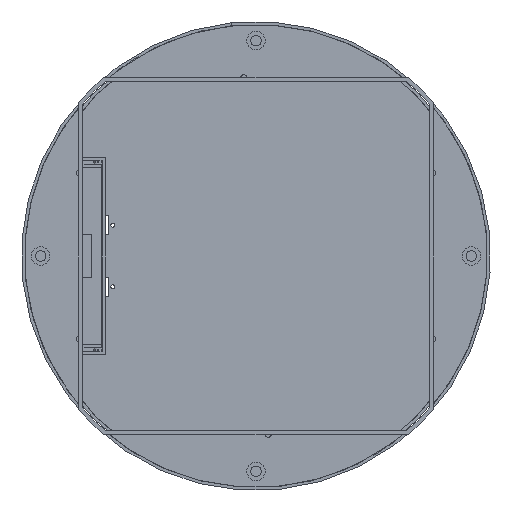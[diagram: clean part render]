
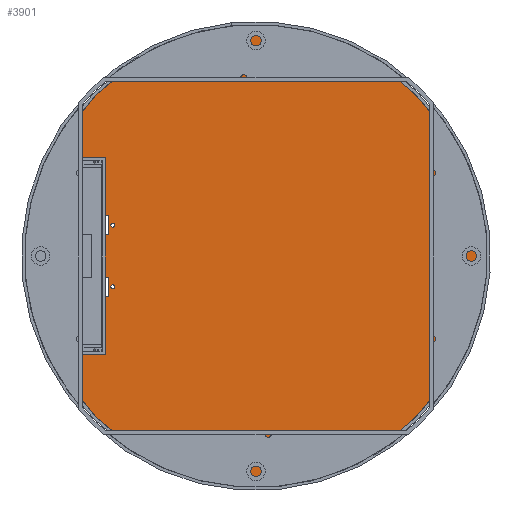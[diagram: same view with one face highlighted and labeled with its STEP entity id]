
A CAD part, front view. The second image highlights one B-rep face of the part: STEP entity #3901.
In plain terms, the highlighted face is planar.
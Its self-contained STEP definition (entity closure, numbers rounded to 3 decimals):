
#3298=CARTESIAN_POINT('',(0.,2.,0.));
#3299=DIRECTION('',(0.,-1.,0.));
#3300=DIRECTION('',(0.,0.,-1.));
#3301=AXIS2_PLACEMENT_3D('',#3298,#3299,#3300);
#3313=CARTESIAN_POINT('',(0.,2.,0.));
#3314=DIRECTION('',(0.,-1.,0.));
#3315=DIRECTION('',(0.894,0.,0.449));
#3316=AXIS2_PLACEMENT_3D('',#3313,#3314,#3315);
#3366=DIRECTION('',(-1.,0.,0.));
#3367=VECTOR('',#3366,33.);
#3368=CARTESIAN_POINT('',(130.9,2.,64.15));
#3369=LINE('',#3368,#3367);
#3370=DIRECTION('',(0.,0.,-1.));
#3371=VECTOR('',#3370,2.05);
#3372=CARTESIAN_POINT('',(130.9,2.,66.2));
#3373=LINE('',#3372,#3371);
#3374=DIRECTION('',(-1.,0.,0.));
#3375=VECTOR('',#3374,0.91);
#3376=CARTESIAN_POINT('',(131.81,2.,66.2));
#3377=LINE('',#3376,#3375);
#3378=DIRECTION('',(1.,0.,0.));
#3379=VECTOR('',#3378,0.91);
#3380=CARTESIAN_POINT('',(130.9,2.,-66.2));
#3381=LINE('',#3380,#3379);
#3382=DIRECTION('',(0.,0.,-1.));
#3383=VECTOR('',#3382,2.05);
#3384=CARTESIAN_POINT('',(130.9,2.,-64.15));
#3385=LINE('',#3384,#3383);
#3386=DIRECTION('',(1.,0.,0.));
#3387=VECTOR('',#3386,33.);
#3388=CARTESIAN_POINT('',(97.9,2.,-64.15));
#3389=LINE('',#3388,#3387);
#3390=DIRECTION('',(0.,0.,-1.));
#3391=VECTOR('',#3390,37.95);
#3392=CARTESIAN_POINT('',(97.9,2.,-26.2));
#3393=LINE('',#3392,#3391);
#3394=DIRECTION('',(1.,0.,0.));
#3395=VECTOR('',#3394,2.2);
#3396=CARTESIAN_POINT('',(95.7,2.,-26.2));
#3397=LINE('',#3396,#3395);
#3398=DIRECTION('',(0.,0.,-1.));
#3399=VECTOR('',#3398,12.4);
#3400=CARTESIAN_POINT('',(95.7,2.,-13.8));
#3401=LINE('',#3400,#3399);
#3402=DIRECTION('',(-1.,0.,0.));
#3403=VECTOR('',#3402,2.2);
#3404=CARTESIAN_POINT('',(97.9,2.,-13.8));
#3405=LINE('',#3404,#3403);
#3406=DIRECTION('',(0.,0.,-1.));
#3407=VECTOR('',#3406,27.6);
#3408=CARTESIAN_POINT('',(97.9,2.,13.8));
#3409=LINE('',#3408,#3407);
#3410=DIRECTION('',(1.,0.,0.));
#3411=VECTOR('',#3410,2.2);
#3412=CARTESIAN_POINT('',(95.7,2.,13.8));
#3413=LINE('',#3412,#3411);
#3414=DIRECTION('',(0.,0.,-1.));
#3415=VECTOR('',#3414,12.4);
#3416=CARTESIAN_POINT('',(95.7,2.,26.2));
#3417=LINE('',#3416,#3415);
#3418=DIRECTION('',(-1.,0.,0.));
#3419=VECTOR('',#3418,2.2);
#3420=CARTESIAN_POINT('',(97.9,2.,26.2));
#3421=LINE('',#3420,#3419);
#3422=DIRECTION('',(0.,0.,-1.));
#3423=VECTOR('',#3422,37.95);
#3424=CARTESIAN_POINT('',(97.9,2.,64.15));
#3425=LINE('',#3424,#3423);
#3426=CARTESIAN_POINT('',(93.1,2.,-20.));
#3427=DIRECTION('',(0.,1.,0.));
#3428=DIRECTION('',(0.,0.,-1.));
#3429=AXIS2_PLACEMENT_3D('',#3426,#3427,#3428);
#3431=CARTESIAN_POINT('',(93.1,2.,-20.));
#3432=DIRECTION('',(0.,1.,0.));
#3433=DIRECTION('',(0.,0.,1.));
#3434=AXIS2_PLACEMENT_3D('',#3431,#3432,#3433);
#3436=CARTESIAN_POINT('',(93.1,2.,20.));
#3437=DIRECTION('',(0.,1.,0.));
#3438=DIRECTION('',(0.,0.,-1.));
#3439=AXIS2_PLACEMENT_3D('',#3436,#3437,#3438);
#3441=CARTESIAN_POINT('',(93.1,2.,20.));
#3442=DIRECTION('',(0.,1.,0.));
#3443=DIRECTION('',(0.,0.,1.));
#3444=AXIS2_PLACEMENT_3D('',#3441,#3442,#3443);
#3446=CARTESIAN_POINT('',(0.,2.,0.));
#3447=DIRECTION('',(0.,1.,0.));
#3448=DIRECTION('',(0.,0.,-1.));
#3449=AXIS2_PLACEMENT_3D('',#3446,#3447,#3448);
#3481=CARTESIAN_POINT('',(0.,2.,-147.5));
#3483=VERTEX_POINT('',#3481);
#3485=CARTESIAN_POINT('',(0.,2.,147.5));
#3487=VERTEX_POINT('',#3485);
#3502=CARTESIAN_POINT('',(130.9,2.,64.15));
#3503=CARTESIAN_POINT('',(97.9,2.,64.15));
#3504=VERTEX_POINT('',#3502);
#3505=VERTEX_POINT('',#3503);
#3506=CARTESIAN_POINT('',(97.9,2.,26.2));
#3507=VERTEX_POINT('',#3506);
#3508=CARTESIAN_POINT('',(97.9,2.,-64.15));
#3509=CARTESIAN_POINT('',(130.9,2.,-64.15));
#3510=VERTEX_POINT('',#3508);
#3511=VERTEX_POINT('',#3509);
#3512=CARTESIAN_POINT('',(131.81,2.,66.2));
#3513=VERTEX_POINT('',#3512);
#3514=CARTESIAN_POINT('',(131.81,2.,-66.2));
#3515=VERTEX_POINT('',#3514);
#3520=CARTESIAN_POINT('',(93.1,2.,18.75));
#3521=CARTESIAN_POINT('',(93.1,2.,21.25));
#3522=VERTEX_POINT('',#3520);
#3523=VERTEX_POINT('',#3521);
#3528=CARTESIAN_POINT('',(93.1,2.,-21.25));
#3529=CARTESIAN_POINT('',(93.1,2.,-18.75));
#3530=VERTEX_POINT('',#3528);
#3531=VERTEX_POINT('',#3529);
#3536=CARTESIAN_POINT('',(130.9,2.,66.2));
#3537=VERTEX_POINT('',#3536);
#3538=CARTESIAN_POINT('',(130.9,2.,-66.2));
#3539=VERTEX_POINT('',#3538);
#3554=CARTESIAN_POINT('',(95.7,2.,26.2));
#3555=VERTEX_POINT('',#3554);
#3556=CARTESIAN_POINT('',(95.7,2.,13.8));
#3557=VERTEX_POINT('',#3556);
#3558=CARTESIAN_POINT('',(97.9,2.,13.8));
#3559=VERTEX_POINT('',#3558);
#3560=CARTESIAN_POINT('',(97.9,2.,-13.8));
#3561=VERTEX_POINT('',#3560);
#3562=CARTESIAN_POINT('',(95.7,2.,-13.8));
#3563=VERTEX_POINT('',#3562);
#3564=CARTESIAN_POINT('',(95.7,2.,-26.2));
#3565=VERTEX_POINT('',#3564);
#3566=CARTESIAN_POINT('',(97.9,2.,-26.2));
#3567=VERTEX_POINT('',#3566);
#3863=CARTESIAN_POINT('',(0.,2.,0.));
#3864=DIRECTION('',(0.,1.,0.));
#3865=DIRECTION('',(1.,0.,0.));
#3866=AXIS2_PLACEMENT_3D('',#3863,#3864,#3865);
#3867=PLANE('',#3866);
#3868=ORIENTED_EDGE('',*,*,#3632,.F.);
#3869=ORIENTED_EDGE('',*,*,#3647,.F.);
#3870=ORIENTED_EDGE('',*,*,#3661,.F.);
#3871=ORIENTED_EDGE('',*,*,#3691,.T.);
#3873=ORIENTED_EDGE('',*,*,#3872,.F.);
#3874=ORIENTED_EDGE('',*,*,#3674,.T.);
#3875=ORIENTED_EDGE('',*,*,#3704,.F.);
#3876=ORIENTED_EDGE('',*,*,#3718,.F.);
#3877=ORIENTED_EDGE('',*,*,#3732,.F.);
#3878=ORIENTED_EDGE('',*,*,#3746,.F.);
#3879=ORIENTED_EDGE('',*,*,#3760,.F.);
#3880=ORIENTED_EDGE('',*,*,#3774,.F.);
#3881=ORIENTED_EDGE('',*,*,#3788,.F.);
#3882=ORIENTED_EDGE('',*,*,#3802,.F.);
#3883=ORIENTED_EDGE('',*,*,#3816,.F.);
#3884=ORIENTED_EDGE('',*,*,#3830,.F.);
#3885=ORIENTED_EDGE('',*,*,#3844,.F.);
#3886=ORIENTED_EDGE('',*,*,#3857,.F.);
#3887=EDGE_LOOP('',(#3868,#3869,#3870,#3871,#3873,#3874,#3875,#3876,#3877,#3878,
#3879,#3880,#3881,#3882,#3883,#3884,#3885,#3886));
#3888=FACE_OUTER_BOUND('',#3887,.F.);
#3890=ORIENTED_EDGE('',*,*,#3889,.T.);
#3892=ORIENTED_EDGE('',*,*,#3891,.T.);
#3893=EDGE_LOOP('',(#3890,#3892));
#3894=FACE_BOUND('',#3893,.F.);
#3896=ORIENTED_EDGE('',*,*,#3895,.T.);
#3898=ORIENTED_EDGE('',*,*,#3897,.T.);
#3899=EDGE_LOOP('',(#3896,#3898));
#3900=FACE_BOUND('',#3899,.F.);
#3302=CIRCLE('',#3301,147.5);
#3317=CIRCLE('',#3316,147.5);
#3430=CIRCLE('',#3429,1.25);
#3435=CIRCLE('',#3434,1.25);
#3440=CIRCLE('',#3439,1.25);
#3445=CIRCLE('',#3444,1.25);
#3450=CIRCLE('',#3449,147.5);
#3632=EDGE_CURVE('',#3504,#3505,#3369,.T.);
#3647=EDGE_CURVE('',#3537,#3504,#3373,.T.);
#3661=EDGE_CURVE('',#3513,#3537,#3377,.T.);
#3674=EDGE_CURVE('',#3483,#3515,#3302,.T.);
#3691=EDGE_CURVE('',#3513,#3487,#3317,.T.);
#3704=EDGE_CURVE('',#3539,#3515,#3381,.T.);
#3718=EDGE_CURVE('',#3511,#3539,#3385,.T.);
#3732=EDGE_CURVE('',#3510,#3511,#3389,.T.);
#3746=EDGE_CURVE('',#3567,#3510,#3393,.T.);
#3760=EDGE_CURVE('',#3565,#3567,#3397,.T.);
#3774=EDGE_CURVE('',#3563,#3565,#3401,.T.);
#3788=EDGE_CURVE('',#3561,#3563,#3405,.T.);
#3802=EDGE_CURVE('',#3559,#3561,#3409,.T.);
#3816=EDGE_CURVE('',#3557,#3559,#3413,.T.);
#3830=EDGE_CURVE('',#3555,#3557,#3417,.T.);
#3844=EDGE_CURVE('',#3507,#3555,#3421,.T.);
#3857=EDGE_CURVE('',#3505,#3507,#3425,.T.);
#3872=EDGE_CURVE('',#3483,#3487,#3450,.T.);
#3889=EDGE_CURVE('',#3530,#3531,#3430,.T.);
#3891=EDGE_CURVE('',#3531,#3530,#3435,.T.);
#3895=EDGE_CURVE('',#3522,#3523,#3440,.T.);
#3897=EDGE_CURVE('',#3523,#3522,#3445,.T.);
#3901=ADVANCED_FACE('',(#3888,#3894,#3900),#3867,.T.);
